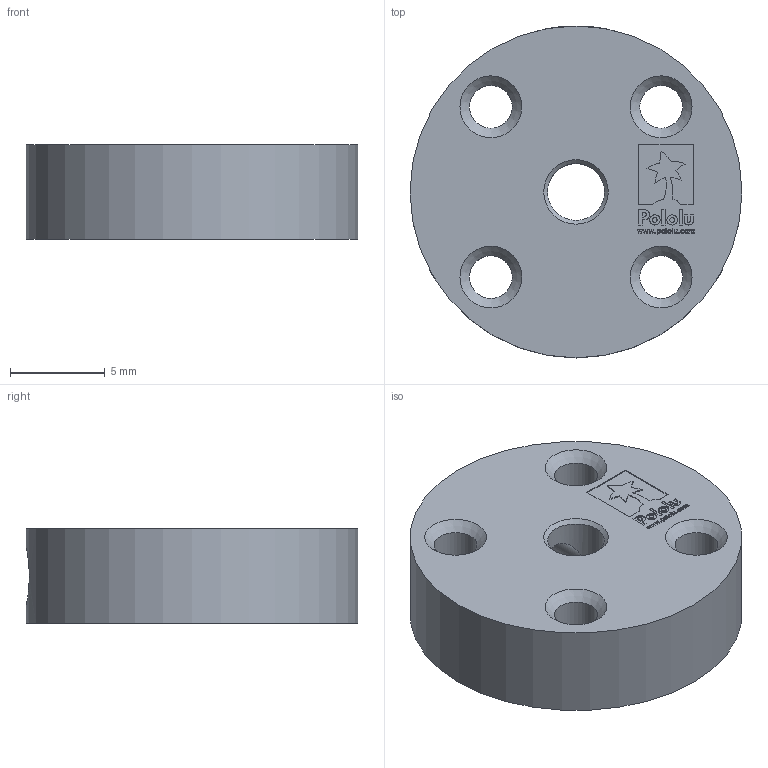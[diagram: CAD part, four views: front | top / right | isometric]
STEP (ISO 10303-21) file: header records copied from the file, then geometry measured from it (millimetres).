
FILE_DESCRIPTION(/* description */ (''),/* implementation_level */ '2;1');
FILE_NAME(/* name */ 'moyeu_3mm_4-40 v1.step',/* time_stamp */ '2019-06-07T11:06:05+02:00',/* author */ (''),/* organization */ (''),/* preprocessor_version */ 'ST-DEVELOPER v18',/* originating_system */ 'Autodesk Translation Framework v8.2.0.1029',/* authorisation */ '');
FILE_SCHEMA (('AUTOMOTIVE_DESIGN { 1 0 10303 214 3 1 1 }'));
Length unit declared in the file: millimetre
Products named in the file (1): moyeu_3mm_4-40
Bounding box: 17.5 x 17.5 x 5 mm (x, y, z)
Volume: 1041.1 mm3; surface area: 931.9 mm2
Topology: 1 solids, 1 shells, 268 faces, 730 edges, 491 vertices
Faces by surface type: plane 151, bspline 100, cone 10, cylinder 7
Full cylindrical faces by diameter (mm): 2.261 x4, 2.5 x1, 3 x1, 17.5 x1
Entity records: 12538 total; most frequent: CARTESIAN_POINT 6332, ORIENTED_EDGE 1460, DIRECTION 907, EDGE_CURVE 730, VERTEX_POINT 491, LINE 481, VECTOR 481, EDGE_LOOP 307
